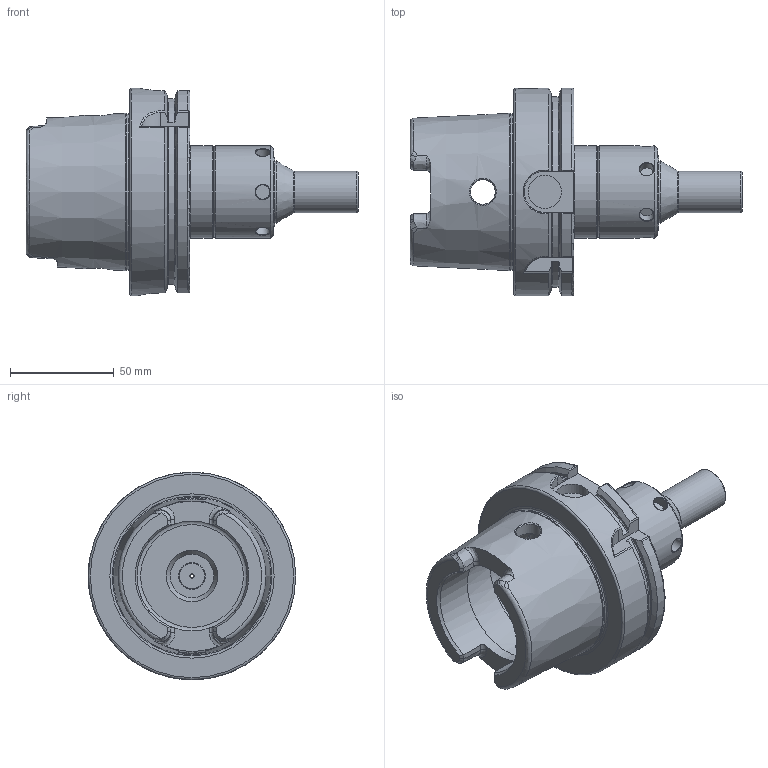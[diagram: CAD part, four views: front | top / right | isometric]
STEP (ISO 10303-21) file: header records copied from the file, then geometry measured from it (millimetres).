
FILE_DESCRIPTION(/* description */ (''),/* implementation_level */ '2;1');
FILE_NAME(/* name */ 'HSK100A-VX08-110.stp',/* time_stamp */ '2019-07-15T10:24:20-05:00',/* author */ ('ldfli'),/* organization */ ('Pioneer N.A.'),/* preprocessor_version */ 'ST-DEVELOPER v18',/* originating_system */ 'Autodesk Inventor LT',/* authorisation */ '');
FILE_SCHEMA (('AUTOMOTIVE_DESIGN { 1 0 10303 214 3 1 1 }'));
Length unit declared in the file: millimetre
Products named in the file (1): HSK100A-VX08-110
Bounding box: 160 x 100 x 100 mm (x, y, z)
Volume: 311878.4 mm3; surface area: 71744 mm2
Topology: 4 solids, 4 shells, 249 faces, 690 edges, 468 vertices
Faces by surface type: plane 84, cylinder 58, bspline 52, torus 30, cone 25
Full cylindrical faces by diameter (mm): 2 x4, 6.03 x1, 6.9 x6, 8 x1, 10 x1, 11.04 x1, 12 x3, 12.69 x2, 13 x2, 16 x1, 20 x1, 21 x1, 26 x1, 28.6 x1, 30 x2, 30.05 x1, 38.5 x1, 40 x1, 40.5 x1, 44.45 x2, 53 x2, 63 x1, 75.519 x1, 100 x1
Entity records: 12148 total; most frequent: CARTESIAN_POINT 5858, ORIENTED_EDGE 1384, DIRECTION 1190, EDGE_CURVE 692, AXIS2_PLACEMENT_3D 481, VERTEX_POINT 470, EDGE_LOOP 286, CIRCLE 279
